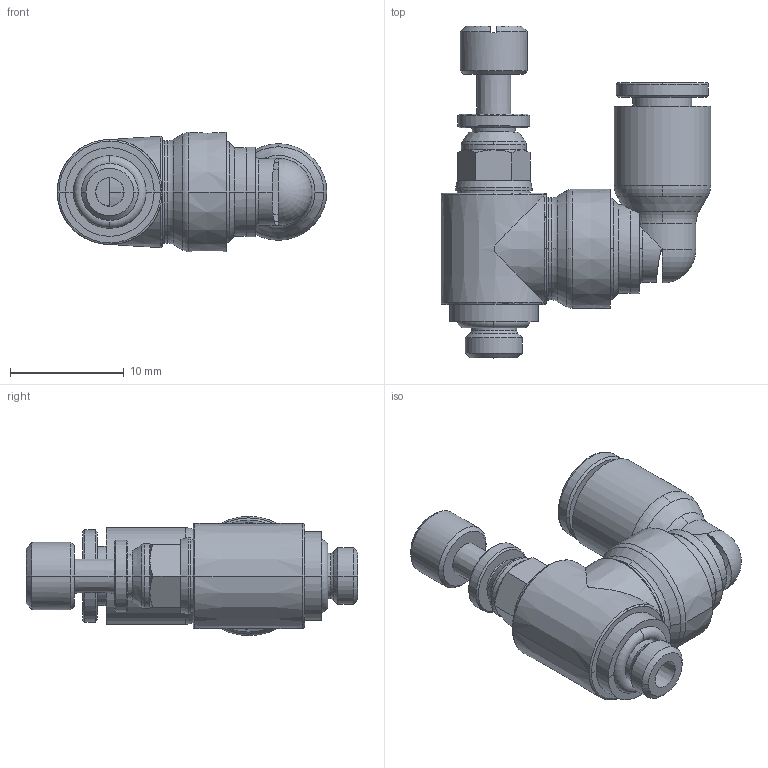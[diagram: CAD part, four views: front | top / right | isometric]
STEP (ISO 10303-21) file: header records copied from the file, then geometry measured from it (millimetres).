
FILE_DESCRIPTION(('STEP AP214'),'1');
FILE_NAME('7649_04_19.stp','2016-07-07T14:34:52',('TraceParts'),('TraceParts S.A.'),'Spatial InterOp 3D',' ',' ');
FILE_SCHEMA(('automotive_design'));
Length unit declared in the file: millimetre
Products named in the file (1): 1
Bounding box: 23.71 x 29.2 x 10.5 mm (x, y, z)
Volume: 2862.2 mm3; surface area: 1614.6 mm2
Topology: 1 solids, 1 shells, 159 faces, 403 edges, 259 vertices
Faces by surface type: cone 56, torus 34, cylinder 34, plane 31, revolution 4
Entity records: 5641 total; most frequent: CARTESIAN_POINT 1682, DIRECTION 910, ORIENTED_EDGE 802, EDGE_CURVE 401, AXIS2_PLACEMENT_3D 399, VERTEX_POINT 259, CIRCLE 243, EDGE_LOOP 176
